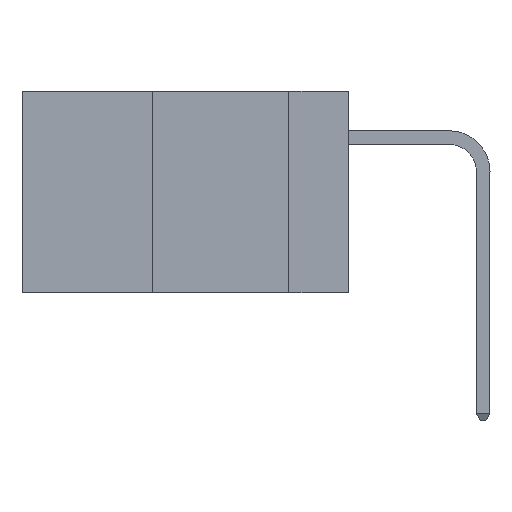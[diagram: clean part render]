
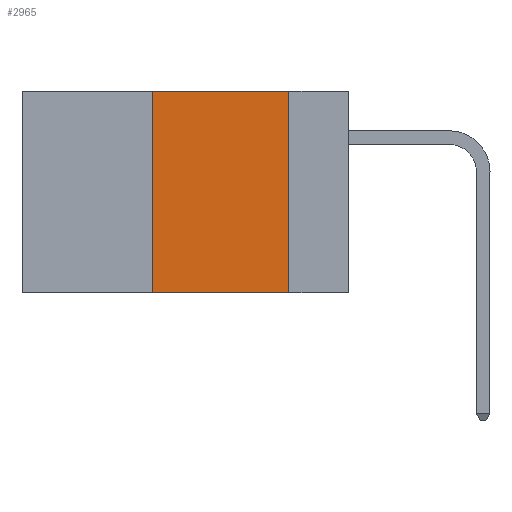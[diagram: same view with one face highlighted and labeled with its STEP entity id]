
A CAD part, left-side view. The second image highlights one B-rep face of the part: STEP entity #2965.
In plain terms, the highlighted planar face has unit normal (-1, 0, 0).
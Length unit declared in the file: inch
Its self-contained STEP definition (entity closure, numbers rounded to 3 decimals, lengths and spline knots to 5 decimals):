
#161 = VERTEX_POINT ( 'NONE', #2968 ) ;
#474 = DIRECTION ( 'NONE',  ( 1., 0., 0. ) ) ;
#1386 = LINE ( 'NONE', #5269, #4613 ) ;
#1408 = CARTESIAN_POINT ( 'NONE',  ( 0., 0.11, 0. ) ) ;
#1690 = CARTESIAN_POINT ( 'NONE',  ( 0., 0.36, 0. ) ) ;
#1724 = LINE ( 'NONE', #7524, #4972 ) ;
#1936 = FACE_OUTER_BOUND ( 'NONE', #8827, .T. ) ;
#2025 = CARTESIAN_POINT ( 'NONE',  ( 0., 0.36, -0.37 ) ) ;
#2058 = EDGE_CURVE ( 'NONE', #9237, #3309, #1724, .T. ) ;
#2177 = CARTESIAN_POINT ( 'NONE',  ( 0., 0.11, -0.37 ) ) ;
#2656 = CARTESIAN_POINT ( 'NONE',  ( 0., 0.6, 0. ) ) ;
#2766 = ORIENTED_EDGE ( 'NONE', *, *, #7926, .F. ) ;
#2876 = LINE ( 'NONE', #1408, #6835 ) ;
#2965 = ADVANCED_FACE ( 'NONE', ( #1936 ), #6879, .F. ) ;
#2968 = CARTESIAN_POINT ( 'NONE',  ( 0., 0.11, 0. ) ) ;
#3142 = EDGE_CURVE ( 'NONE', #3309, #161, #6405, .T. ) ;
#3309 = VERTEX_POINT ( 'NONE', #1690 ) ;
#3347 = ORIENTED_EDGE ( 'NONE', *, *, #2058, .F. ) ;
#3910 = DIRECTION ( 'NONE',  ( 0., 0., 1. ) ) ;
#3971 = EDGE_CURVE ( 'NONE', #9237, #8807, #1386, .T. ) ;
#4355 = DIRECTION ( 'NONE',  ( 0., -1., 0. ) ) ;
#4613 = VECTOR ( 'NONE', #7458, 39.37008 ) ;
#4794 = DIRECTION ( 'NONE',  ( 0., 0., -1. ) ) ;
#4972 = VECTOR ( 'NONE', #3910, 39.37008 ) ;
#5269 = CARTESIAN_POINT ( 'NONE',  ( 0., 0.6, -0.37 ) ) ;
#5638 = ORIENTED_EDGE ( 'NONE', *, *, #3142, .F. ) ;
#5680 = DIRECTION ( 'NONE',  ( 0., 0., -1. ) ) ;
#6405 = LINE ( 'NONE', #8691, #7696 ) ;
#6625 = AXIS2_PLACEMENT_3D ( 'NONE', #2656, #474, #4794 ) ;
#6835 = VECTOR ( 'NONE', #5680, 39.37008 ) ;
#6879 = PLANE ( 'NONE',  #6625 ) ;
#7458 = DIRECTION ( 'NONE',  ( 0., -1., 0. ) ) ;
#7524 = CARTESIAN_POINT ( 'NONE',  ( 0., 0.36, 0. ) ) ;
#7561 = ORIENTED_EDGE ( 'NONE', *, *, #3971, .T. ) ;
#7696 = VECTOR ( 'NONE', #4355, 39.37008 ) ;
#7926 = EDGE_CURVE ( 'NONE', #161, #8807, #2876, .T. ) ;
#8691 = CARTESIAN_POINT ( 'NONE',  ( 0., 0.6, 0. ) ) ;
#8807 = VERTEX_POINT ( 'NONE', #2177 ) ;
#8827 = EDGE_LOOP ( 'NONE', ( #2766, #5638, #3347, #7561 ) ) ;
#9237 = VERTEX_POINT ( 'NONE', #2025 ) ;
